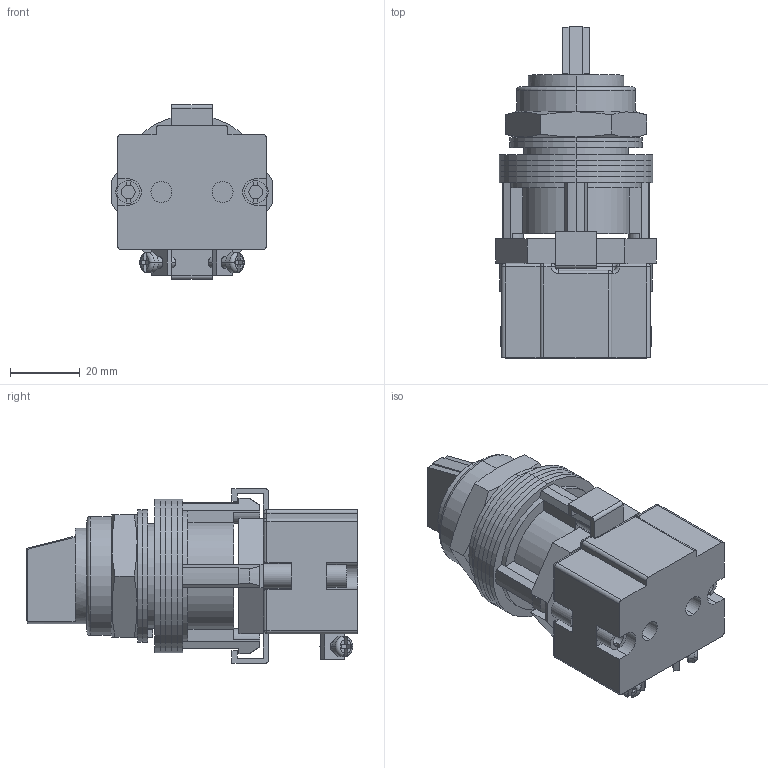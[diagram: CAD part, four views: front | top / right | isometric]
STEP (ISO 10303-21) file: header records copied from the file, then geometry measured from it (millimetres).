
FILE_DESCRIPTION (( 'STEP AP214' ), '1' );
FILE_NAME ('HT8JAH3A.step', '2018-06-29T16:29:53', ( '' ), ( '' ), 'SwSTEP 2.0', 'SolidWorks 2017', '' );
FILE_SCHEMA (( 'AUTOMOTIVE_DESIGN' ));
Length unit declared in the file: millimetre
Products named in the file (1): HT8JAH3A
Bounding box: 46 x 94.85 x 50 mm (x, y, z)
Volume: 82440.9 mm3; surface area: 42059.3 mm2
Topology: 18 solids, 18 shells, 412 faces, 1011 edges, 638 vertices
Faces by surface type: plane 212, cylinder 157, torus 18, sphere 14, cone 11
Entity records: 13230 total; most frequent: CARTESIAN_POINT 2258, DIRECTION 2155, ORIENTED_EDGE 1994, EDGE_CURVE 997, AXIS2_PLACEMENT_3D 783, VERTEX_POINT 638, VECTOR 589, LINE 589
